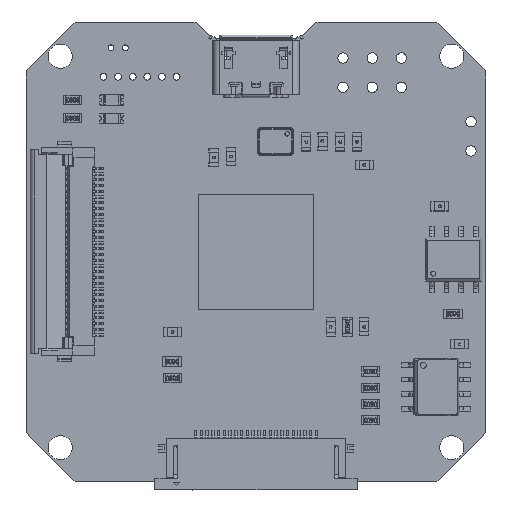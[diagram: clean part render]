
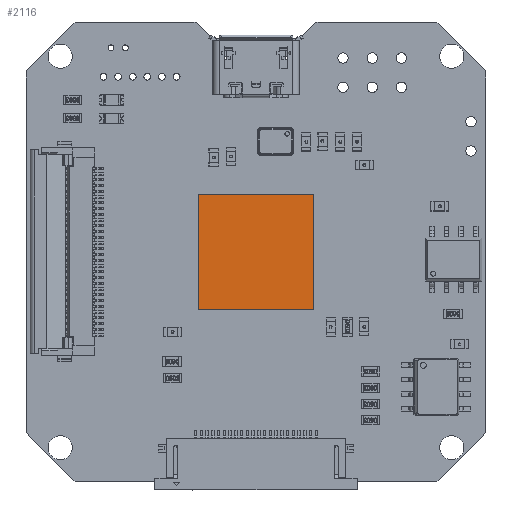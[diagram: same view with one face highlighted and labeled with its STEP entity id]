
A CAD part, top view. The second image highlights one B-rep face of the part: STEP entity #2116.
In plain terms, the highlighted planar face has unit normal (0, 0, 1).
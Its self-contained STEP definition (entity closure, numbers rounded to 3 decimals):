
#1987 = VERTEX_POINT('',#1988);
#1988 = CARTESIAN_POINT('',(-5.04,5.04,0.8));
#1994 = EDGE_CURVE('',#1987,#1995,#1997,.T.);
#1995 = VERTEX_POINT('',#1996);
#1996 = CARTESIAN_POINT('',(5.04,5.04,0.8));
#1997 = LINE('',#1998,#1999);
#1998 = CARTESIAN_POINT('',(-5.04,5.04,0.8));
#1999 = VECTOR('',#2000,1.);
#2000 = DIRECTION('',(1.,0.,0.));
#2025 = EDGE_CURVE('',#1995,#2026,#2028,.T.);
#2026 = VERTEX_POINT('',#2027);
#2027 = CARTESIAN_POINT('',(5.04,-5.04,0.8));
#2028 = LINE('',#2029,#2030);
#2029 = CARTESIAN_POINT('',(5.04,5.04,0.8));
#2030 = VECTOR('',#2031,1.);
#2031 = DIRECTION('',(0.,-1.,0.));
#2056 = EDGE_CURVE('',#2026,#2057,#2059,.T.);
#2057 = VERTEX_POINT('',#2058);
#2058 = CARTESIAN_POINT('',(-5.04,-5.04,0.8));
#2059 = LINE('',#2060,#2061);
#2060 = CARTESIAN_POINT('',(5.04,-5.04,0.8));
#2061 = VECTOR('',#2062,1.);
#2062 = DIRECTION('',(-1.,0.,0.));
#2087 = EDGE_CURVE('',#2057,#1987,#2088,.T.);
#2088 = LINE('',#2089,#2090);
#2089 = CARTESIAN_POINT('',(-5.04,-5.04,0.8));
#2090 = VECTOR('',#2091,1.);
#2091 = DIRECTION('',(0.,1.,0.));
#2116 = ADVANCED_FACE('',(#2117),#2123,.T.);
#2117 = FACE_BOUND('',#2118,.F.);
#2118 = EDGE_LOOP('',(#2119,#2120,#2121,#2122));
#2119 = ORIENTED_EDGE('',*,*,#1994,.T.);
#2120 = ORIENTED_EDGE('',*,*,#2025,.T.);
#2121 = ORIENTED_EDGE('',*,*,#2056,.T.);
#2122 = ORIENTED_EDGE('',*,*,#2087,.T.);
#2123 = PLANE('',#2124);
#2124 = AXIS2_PLACEMENT_3D('',#2125,#2126,#2127);
#2125 = CARTESIAN_POINT('',(-5.04,5.04,0.8));
#2126 = DIRECTION('',(0.,0.,1.));
#2127 = DIRECTION('',(1.,0.,0.));
